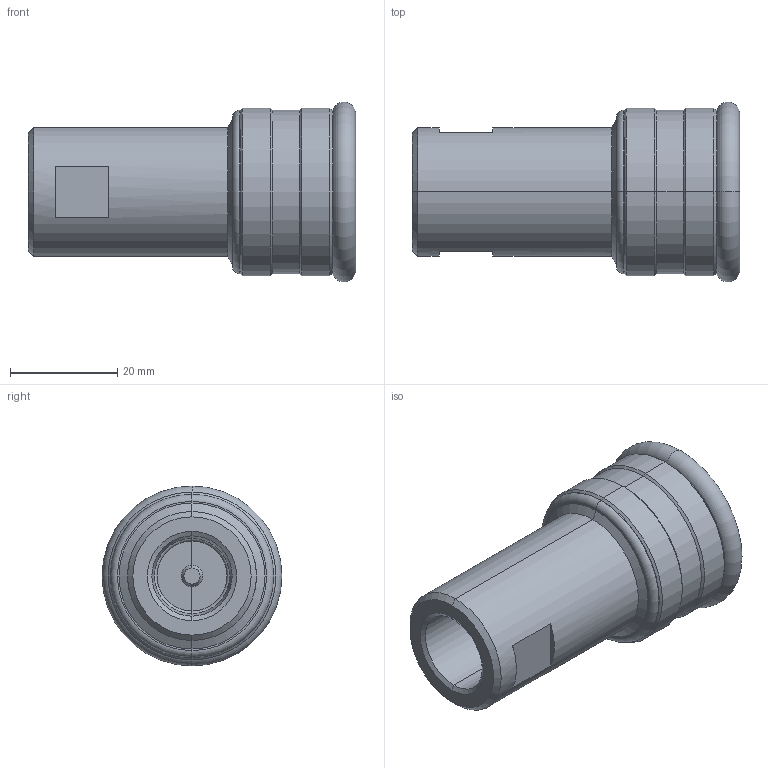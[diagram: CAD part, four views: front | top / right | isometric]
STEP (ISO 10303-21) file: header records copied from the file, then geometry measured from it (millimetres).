
FILE_DESCRIPTION (( 'STEP AP214' ), '1' );
FILE_NAME ('BA09.1102_IC_JV.STEP', '2016-10-11T13:37:36', ( '' ), ( '' ), 'SwSTEP 2.0', 'SolidWorks 2016', '' );
FILE_SCHEMA (( 'AUTOMOTIVE_DESIGN' ));
Length unit declared in the file: millimetre
Products named in the file (1): BA09.1102_IC_JV
Bounding box: 60.97 x 33.5 x 33.5 mm (x, y, z)
Volume: 26862.3 mm3; surface area: 8773.6 mm2
Topology: 1 solids, 1 shells, 84 faces, 166 edges, 92 vertices
Faces by surface type: cone 32, cylinder 24, torus 14, plane 14
Entity records: 2178 total; most frequent: DIRECTION 438, CARTESIAN_POINT 343, ORIENTED_EDGE 332, AXIS2_PLACEMENT_3D 187, EDGE_CURVE 166, CIRCLE 102, EDGE_LOOP 92, VERTEX_POINT 92
